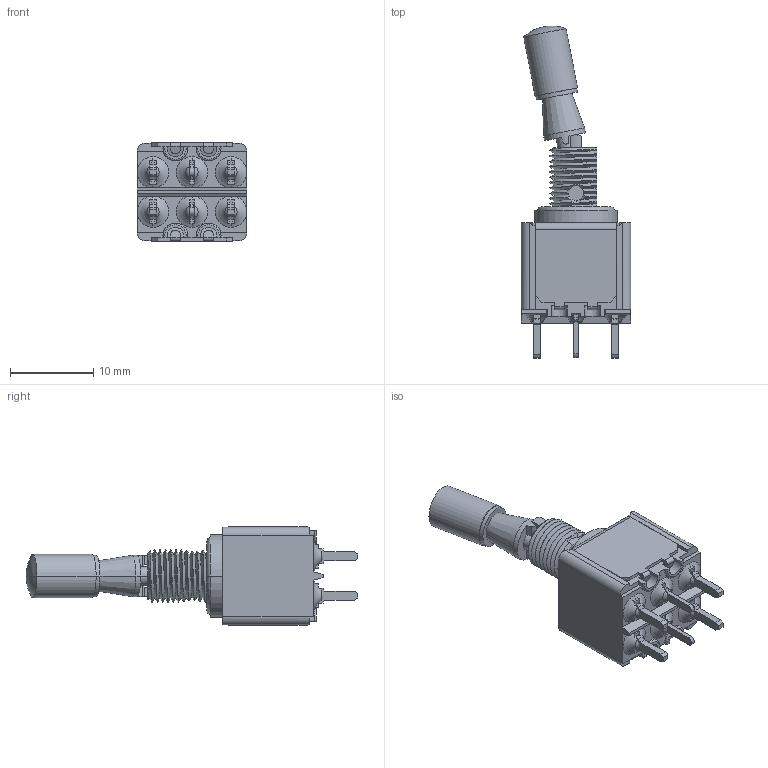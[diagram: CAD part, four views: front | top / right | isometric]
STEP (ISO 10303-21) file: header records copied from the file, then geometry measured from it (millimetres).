
FILE_DESCRIPTION((''),'2;1');
FILE_NAME('5246ADGB-2VX408','2015-05-26T',('mdamaggio'),(''),'CREO PARAMETRIC BY PTC INC, 2014440','CREO PARAMETRIC BY PTC INC, 2014440','');
FILE_SCHEMA(('CONFIG_CONTROL_DESIGN'));
Length unit declared in the file: millimetre
Products named in the file (1): 5246ADGB-2VX408
Bounding box: 13.2 x 39.99 x 11.85 mm (x, y, z)
Surface area: 2481.6 mm2 (no closed solid volume)
Topology: 0 solids, 24 shells, 368 faces, 1076 edges, 721 vertices
Faces by surface type: plane 220, cylinder 68, bspline 40, torus 18, sphere 14, cone 8
Entity records: 34575 total; most frequent: CARTESIAN_POINT 25433, ORIENTED_EDGE 1927, DIRECTION 1657, EDGE_CURVE 1074, VERTEX_POINT 721, VECTOR 647, LINE 647, AXIS2_PLACEMENT_3D 505
